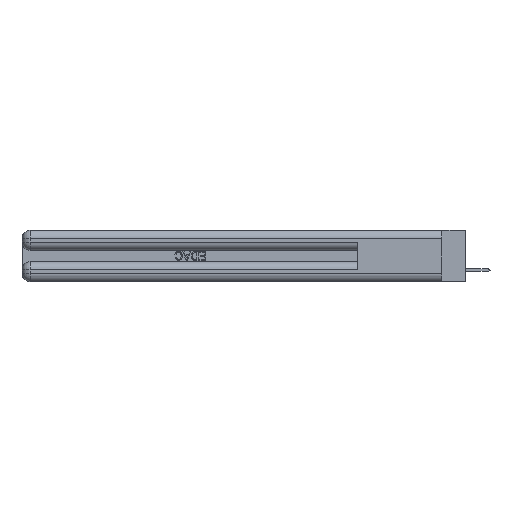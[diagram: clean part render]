
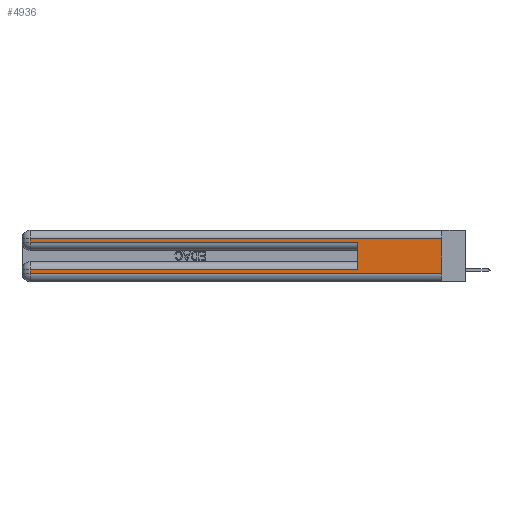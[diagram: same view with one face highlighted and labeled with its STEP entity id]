
A CAD part, left-side view. The second image highlights one B-rep face of the part: STEP entity #4936.
In plain terms, the highlighted planar face has unit normal (-1, 0, 0).
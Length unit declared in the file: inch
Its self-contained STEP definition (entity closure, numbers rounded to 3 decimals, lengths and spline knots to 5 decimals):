
#2911 = CARTESIAN_POINT ( 'NONE',  ( 0., 2.94, 0.37 ) ) ;
#4079 = DIRECTION ( 'NONE',  ( 0., 0., 1. ) ) ;
#4190 = VECTOR ( 'NONE', #4079, 39.37008 ) ;
#4303 = DIRECTION ( 'NONE',  ( 0., 0., -1. ) ) ;
#4585 = VERTEX_POINT ( 'NONE', #8968 ) ;
#4936 = ADVANCED_FACE ( 'NONE', ( #12036 ), #19702, .F. ) ;
#5327 = DIRECTION ( 'NONE',  ( 0., 0., -1. ) ) ;
#6586 = DIRECTION ( 'NONE',  ( 1., 0., 0. ) ) ;
#6979 = DIRECTION ( 'NONE',  ( 0., -1., 0. ) ) ;
#7123 = VERTEX_POINT ( 'NONE', #9750 ) ;
#8478 = CARTESIAN_POINT ( 'NONE',  ( 0., 2.94, 0.37 ) ) ;
#8640 = VERTEX_POINT ( 'NONE', #42101 ) ;
#8731 = EDGE_CURVE ( 'NONE', #42837, #20028, #43309, .T. ) ;
#8968 = CARTESIAN_POINT ( 'NONE',  ( 0., 0.6, 0.085 ) ) ;
#8987 = DIRECTION ( 'NONE',  ( 0., -1., 0. ) ) ;
#9496 = VECTOR ( 'NONE', #5327, 39.37008 ) ;
#9750 = CARTESIAN_POINT ( 'NONE',  ( 0., 0., 0.06 ) ) ;
#9798 = ORIENTED_EDGE ( 'NONE', *, *, #43085, .T. ) ;
#10021 = CARTESIAN_POINT ( 'NONE',  ( 0., 0., 0.31 ) ) ;
#11751 = VERTEX_POINT ( 'NONE', #10021 ) ;
#12036 = FACE_OUTER_BOUND ( 'NONE', #32807, .T. ) ;
#12488 = CARTESIAN_POINT ( 'NONE',  ( 0., 2.94, 0.085 ) ) ;
#13303 = LINE ( 'NONE', #39501, #16066 ) ;
#13337 = VERTEX_POINT ( 'NONE', #12488 ) ;
#13522 = CARTESIAN_POINT ( 'NONE',  ( 0., 0.6, 0.285 ) ) ;
#14265 = ORIENTED_EDGE ( 'NONE', *, *, #17109, .T. ) ;
#16066 = VECTOR ( 'NONE', #37065, 39.37008 ) ;
#16686 = LINE ( 'NONE', #31618, #28332 ) ;
#16984 = VECTOR ( 'NONE', #4303, 39.37008 ) ;
#17109 = EDGE_CURVE ( 'NONE', #8640, #42837, #42571, .T. ) ;
#17580 = EDGE_CURVE ( 'NONE', #11751, #8640, #13303, .T. ) ;
#19371 = CARTESIAN_POINT ( 'NONE',  ( 0., 2.94, 0.06 ) ) ;
#19702 = PLANE ( 'NONE',  #45630 ) ;
#19718 = LINE ( 'NONE', #21558, #4190 ) ;
#20028 = VERTEX_POINT ( 'NONE', #13522 ) ;
#20472 = CARTESIAN_POINT ( 'NONE',  ( 0., 0., 0.37 ) ) ;
#21558 = CARTESIAN_POINT ( 'NONE',  ( 0., 0.6, 0.145 ) ) ;
#22864 = CARTESIAN_POINT ( 'NONE',  ( 0., 0., 0.285 ) ) ;
#23034 = ORIENTED_EDGE ( 'NONE', *, *, #17580, .T. ) ;
#23187 = ORIENTED_EDGE ( 'NONE', *, *, #8731, .T. ) ;
#24051 = VECTOR ( 'NONE', #8987, 39.37008 ) ;
#26380 = LINE ( 'NONE', #32615, #16984 ) ;
#26858 = EDGE_CURVE ( 'NONE', #13337, #44147, #45126, .T. ) ;
#27128 = EDGE_CURVE ( 'NONE', #11751, #7123, #26380, .T. ) ;
#28163 = CARTESIAN_POINT ( 'NONE',  ( 0., 0., 0.06 ) ) ;
#28332 = VECTOR ( 'NONE', #38516, 39.37008 ) ;
#31562 = EDGE_CURVE ( 'NONE', #44147, #7123, #32024, .T. ) ;
#31618 = CARTESIAN_POINT ( 'NONE',  ( 0., 0., 0.085 ) ) ;
#32024 = LINE ( 'NONE', #28163, #42467 ) ;
#32499 = ORIENTED_EDGE ( 'NONE', *, *, #38267, .F. ) ;
#32615 = CARTESIAN_POINT ( 'NONE',  ( 0., 0., 0.37 ) ) ;
#32807 = EDGE_LOOP ( 'NONE', ( #35435, #23034, #14265, #23187, #32499, #9798, #37348, #38676 ) ) ;
#33566 = CARTESIAN_POINT ( 'NONE',  ( 0., 2.94, 0.285 ) ) ;
#35228 = VECTOR ( 'NONE', #40432, 39.37008 ) ;
#35435 = ORIENTED_EDGE ( 'NONE', *, *, #27128, .F. ) ;
#37065 = DIRECTION ( 'NONE',  ( 0., 1., 0. ) ) ;
#37348 = ORIENTED_EDGE ( 'NONE', *, *, #26858, .T. ) ;
#38267 = EDGE_CURVE ( 'NONE', #4585, #20028, #19718, .T. ) ;
#38516 = DIRECTION ( 'NONE',  ( 0., 1., 0. ) ) ;
#38676 = ORIENTED_EDGE ( 'NONE', *, *, #31562, .T. ) ;
#39087 = DIRECTION ( 'NONE',  ( 0., 0., -1. ) ) ;
#39501 = CARTESIAN_POINT ( 'NONE',  ( 0., 0., 0.31 ) ) ;
#40432 = DIRECTION ( 'NONE',  ( 0., 0., -1. ) ) ;
#42101 = CARTESIAN_POINT ( 'NONE',  ( 0., 2.94, 0.31 ) ) ;
#42467 = VECTOR ( 'NONE', #6979, 39.37008 ) ;
#42571 = LINE ( 'NONE', #2911, #9496 ) ;
#42837 = VERTEX_POINT ( 'NONE', #33566 ) ;
#43085 = EDGE_CURVE ( 'NONE', #4585, #13337, #16686, .T. ) ;
#43309 = LINE ( 'NONE', #22864, #24051 ) ;
#44147 = VERTEX_POINT ( 'NONE', #19371 ) ;
#45126 = LINE ( 'NONE', #8478, #35228 ) ;
#45630 = AXIS2_PLACEMENT_3D ( 'NONE', #20472, #6586, #39087 ) ;
